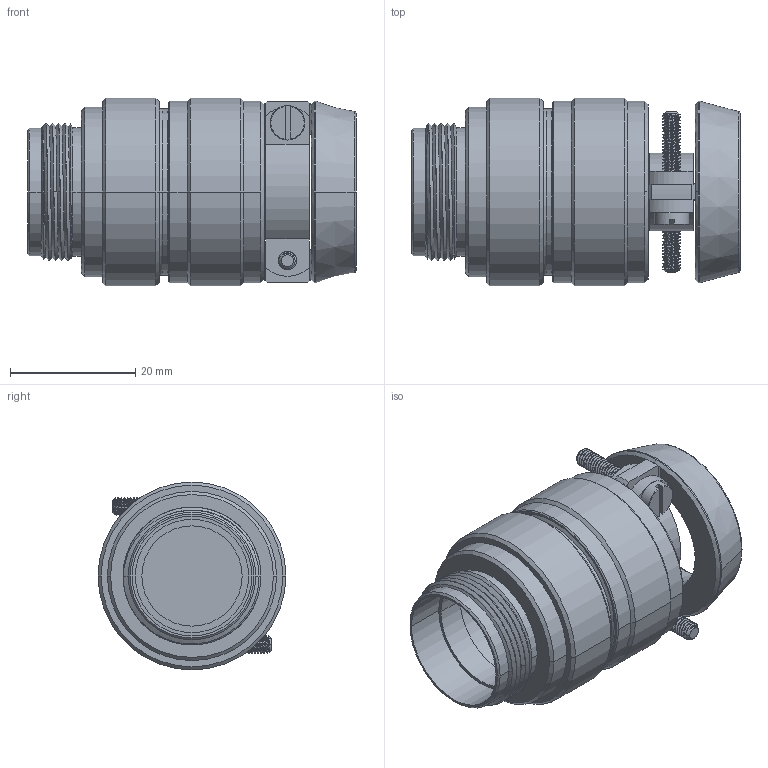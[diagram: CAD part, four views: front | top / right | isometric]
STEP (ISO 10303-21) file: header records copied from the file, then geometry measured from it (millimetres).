
FILE_DESCRIPTION((''),'2;1');
FILE_NAME('13303PES1','2021-03-19T13:00:04',('cgregory'),('NET AG system integration'),'CREO PARAMETRIC BY PTC INC, 2019292','CREO PARAMETRIC BY PTC INC, 2019292','');
FILE_SCHEMA(('AUTOMOTIVE_DESIGN { 1 0 10303 214 1 1 1 1 }'));
Products named in the file (1): 13303PES1
Bounding box: 52.5 x 30 x 30 mm (x, y, z)
Volume: 14119.8 mm3; surface area: 12294.9 mm2
Topology: 1 solids, 1 shells, 393 faces, 1062 edges, 669 vertices
Faces by surface type: cylinder 198, bspline 69, plane 60, cone 46, torus 20
Entity records: 35989 total; most frequent: CARTESIAN_POINT 25821, ORIENTED_EDGE 2124, DIRECTION 1515, EDGE_CURVE 1062, VERTEX_POINT 669, AXIS2_PLACEMENT_3D 567, B_SPLINE_CURVE_WITH_KNOTS 451, EDGE_LOOP 409
